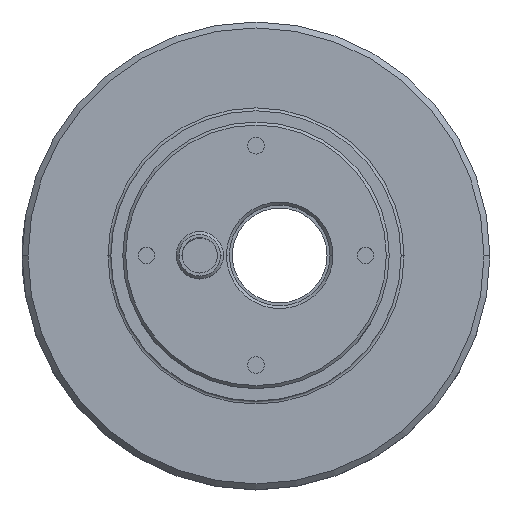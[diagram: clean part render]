
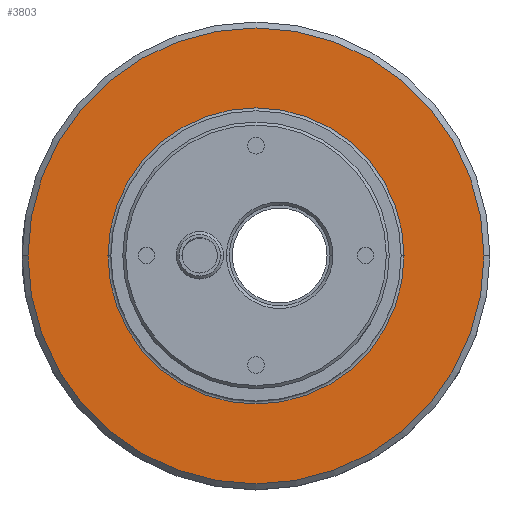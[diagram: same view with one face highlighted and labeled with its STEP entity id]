
A CAD part, top view. The second image highlights one B-rep face of the part: STEP entity #3803.
In plain terms, the highlighted planar face has unit normal (0, 0, 1).
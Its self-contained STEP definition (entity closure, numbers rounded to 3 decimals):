
#428 = CIRCLE ( 'NONE', #429, 38.5 ) ;
#429 = AXIS2_PLACEMENT_3D ( 'NONE', #430, #431, #432 ) ;
#430 = CARTESIAN_POINT ( 'NONE',  ( -4., 0., 38. ) ) ;
#431 = DIRECTION ( 'NONE',  ( 0., 0., 1. ) ) ;
#432 = DIRECTION ( 'NONE',  ( 1., 0., 0. ) ) ;
#690 = VERTEX_POINT ( 'NONE', #1793 ) ;
#810 = VERTEX_POINT ( 'NONE', #1879 ) ;
#891 = VERTEX_POINT ( 'NONE', #1927 ) ;
#1016 = EDGE_CURVE ( 'NONE', #810, #2003, #2005, .T. ) ;
#1105 = FACE_OUTER_BOUND ( 'NONE', #3787, .T. ) ;
#1106 = EDGE_CURVE ( 'NONE', #891, #690, #2067, .T. ) ;
#1108 = FACE_BOUND ( 'NONE', #3634, .T. ) ;
#1109 = PLANE ( 'NONE',  #1110 ) ;
#1110 = AXIS2_PLACEMENT_3D ( 'NONE', #1111, #1112, #1113 ) ;
#1111 = CARTESIAN_POINT ( 'NONE',  ( -4., 0., 38. ) ) ;
#1112 = DIRECTION ( 'NONE',  ( 0., 0., 1. ) ) ;
#1113 = DIRECTION ( 'NONE',  ( 1., 0., 0. ) ) ;
#1793 = CARTESIAN_POINT ( 'NONE',  ( -42.5, 0., 38. ) ) ;
#1879 = CARTESIAN_POINT ( 'NONE',  ( 21., 0., 38. ) ) ;
#1880 = CIRCLE ( 'NONE', #1881, 25. ) ;
#1881 = AXIS2_PLACEMENT_3D ( 'NONE', #1882, #1885, #1886 ) ;
#1882 = CARTESIAN_POINT ( 'NONE',  ( -4., 0., 38. ) ) ;
#1885 = DIRECTION ( 'NONE',  ( 0., 0., -1. ) ) ;
#1886 = DIRECTION ( 'NONE',  ( 1., 0., 0. ) ) ;
#1927 = CARTESIAN_POINT ( 'NONE',  ( 34.5, 0., 38. ) ) ;
#2003 = VERTEX_POINT ( 'NONE', #2669 ) ;
#2005 = CIRCLE ( 'NONE', #2006, 25. ) ;
#2006 = AXIS2_PLACEMENT_3D ( 'NONE', #2007, #2008, #2009 ) ;
#2007 = CARTESIAN_POINT ( 'NONE',  ( -4., 0., 38. ) ) ;
#2008 = DIRECTION ( 'NONE',  ( 0., 0., -1. ) ) ;
#2009 = DIRECTION ( 'NONE',  ( 1., 0., 0. ) ) ;
#2067 = CIRCLE ( 'NONE', #2068, 38.5 ) ;
#2068 = AXIS2_PLACEMENT_3D ( 'NONE', #2069, #2070, #2071 ) ;
#2069 = CARTESIAN_POINT ( 'NONE',  ( -4., 0., 38. ) ) ;
#2070 = DIRECTION ( 'NONE',  ( 0., 0., 1. ) ) ;
#2071 = DIRECTION ( 'NONE',  ( 1., 0., 0. ) ) ;
#2669 = CARTESIAN_POINT ( 'NONE',  ( -29., 0., 38. ) ) ;
#3426 = EDGE_CURVE ( 'NONE', #2003, #810, #1880, .T. ) ;
#3480 = ORIENTED_EDGE ( 'NONE', *, *, #3426, .T. ) ;
#3554 = ORIENTED_EDGE ( 'NONE', *, *, #1016, .T. ) ;
#3634 = EDGE_LOOP ( 'NONE', ( #3554, #3480 ) ) ;
#3664 = ORIENTED_EDGE ( 'NONE', *, *, #1106, .T. ) ;
#3724 = EDGE_CURVE ( 'NONE', #690, #891, #428, .T. ) ;
#3748 = ORIENTED_EDGE ( 'NONE', *, *, #3724, .T. ) ;
#3787 = EDGE_LOOP ( 'NONE', ( #3748, #3664 ) ) ;
#3803 = ADVANCED_FACE ( 'NONE', ( #1105, #1108 ), #1109, .T. ) ;
